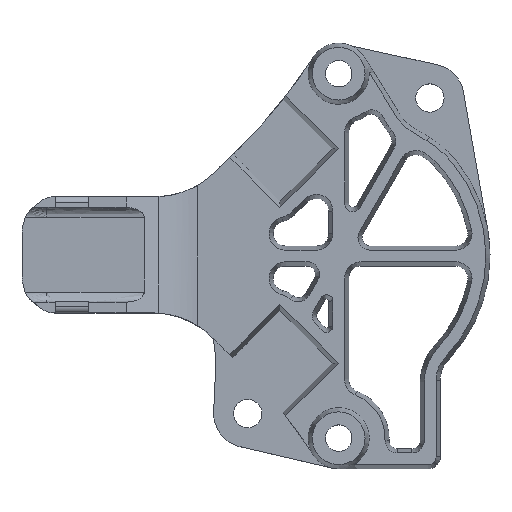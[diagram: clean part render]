
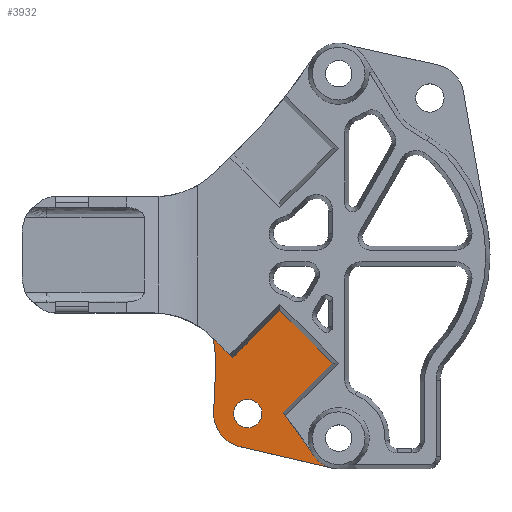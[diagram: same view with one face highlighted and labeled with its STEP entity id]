
A CAD part, top view. The second image highlights one B-rep face of the part: STEP entity #3932.
In plain terms, the highlighted planar face has unit normal (0, 0, 1).
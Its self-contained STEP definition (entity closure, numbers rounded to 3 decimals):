
#93=FACE_BOUND('',#636,.T.);
#247=CIRCLE('',#4252,191.5);
#249=CIRCLE('',#4255,15.);
#250=CIRCLE('',#4256,4.1);
#251=CIRCLE('',#4257,3.668);
#252=CIRCLE('',#4258,62.);
#253=CIRCLE('',#4259,1.7);
#398=FACE_OUTER_BOUND('',#635,.T.);
#635=EDGE_LOOP('',(#2826,#2827,#2828,#2829,#2830,#2831,#2832,#2833,#2834,
#2835,#2836));
#636=EDGE_LOOP('',(#2837));
#934=LINE('',#6153,#1315);
#935=LINE('',#6157,#1316);
#936=LINE('',#6161,#1317);
#937=LINE('',#6165,#1318);
#938=LINE('',#6167,#1319);
#939=LINE('',#6168,#1320);
#1315=VECTOR('',#4886,10.);
#1316=VECTOR('',#4889,10.);
#1317=VECTOR('',#4892,10.);
#1318=VECTOR('',#4895,10.);
#1319=VECTOR('',#4896,10.);
#1320=VECTOR('',#4897,10.);
#1745=VERTEX_POINT('',#6142);
#1746=VERTEX_POINT('',#6144);
#1748=VERTEX_POINT('',#6150);
#1749=VERTEX_POINT('',#6152);
#1750=VERTEX_POINT('',#6154);
#1751=VERTEX_POINT('',#6156);
#1752=VERTEX_POINT('',#6158);
#1753=VERTEX_POINT('',#6160);
#1754=VERTEX_POINT('',#6162);
#1755=VERTEX_POINT('',#6164);
#1756=VERTEX_POINT('',#6166);
#1757=VERTEX_POINT('',#6169);
#2151=EDGE_CURVE('',#1745,#1746,#247,.T.);
#2154=EDGE_CURVE('',#1748,#1745,#249,.T.);
#2155=EDGE_CURVE('',#1748,#1749,#934,.T.);
#2156=EDGE_CURVE('',#1749,#1750,#250,.T.);
#2157=EDGE_CURVE('',#1750,#1751,#935,.T.);
#2158=EDGE_CURVE('',#1752,#1751,#251,.T.);
#2159=EDGE_CURVE('',#1753,#1752,#936,.T.);
#2160=EDGE_CURVE('',#1754,#1753,#252,.T.);
#2161=EDGE_CURVE('',#1755,#1754,#937,.T.);
#2162=EDGE_CURVE('',#1756,#1755,#938,.T.);
#2163=EDGE_CURVE('',#1746,#1756,#939,.T.);
#2164=EDGE_CURVE('',#1757,#1757,#253,.T.);
#2826=ORIENTED_EDGE('',*,*,#2151,.F.);
#2827=ORIENTED_EDGE('',*,*,#2154,.F.);
#2828=ORIENTED_EDGE('',*,*,#2155,.T.);
#2829=ORIENTED_EDGE('',*,*,#2156,.T.);
#2830=ORIENTED_EDGE('',*,*,#2157,.T.);
#2831=ORIENTED_EDGE('',*,*,#2158,.F.);
#2832=ORIENTED_EDGE('',*,*,#2159,.F.);
#2833=ORIENTED_EDGE('',*,*,#2160,.F.);
#2834=ORIENTED_EDGE('',*,*,#2161,.F.);
#2835=ORIENTED_EDGE('',*,*,#2162,.F.);
#2836=ORIENTED_EDGE('',*,*,#2163,.F.);
#2837=ORIENTED_EDGE('',*,*,#2164,.T.);
#3809=PLANE('',#4254);
#3932=ADVANCED_FACE('',(#398,#93),#3809,.F.);
#4252=AXIS2_PLACEMENT_3D('',#6145,#4877,#4878);
#4254=AXIS2_PLACEMENT_3D('',#6149,#4882,#4883);
#4255=AXIS2_PLACEMENT_3D('',#6151,#4884,#4885);
#4256=AXIS2_PLACEMENT_3D('',#6155,#4887,#4888);
#4257=AXIS2_PLACEMENT_3D('',#6159,#4890,#4891);
#4258=AXIS2_PLACEMENT_3D('',#6163,#4893,#4894);
#4259=AXIS2_PLACEMENT_3D('',#6170,#4898,#4899);
#4877=DIRECTION('center_axis',(0.,0.,1.));
#4878=DIRECTION('ref_axis',(-0.69,-0.724,0.));
#4882=DIRECTION('center_axis',(0.,0.,-1.));
#4883=DIRECTION('ref_axis',(0.,-1.,0.));
#4884=DIRECTION('center_axis',(0.,0.,1.));
#4885=DIRECTION('ref_axis',(0.979,0.205,0.));
#4886=DIRECTION('',(-0.044,-0.999,0.));
#4887=DIRECTION('center_axis',(0.,0.,1.));
#4888=DIRECTION('ref_axis',(0.,-1.,0.));
#4889=DIRECTION('',(0.974,-0.226,0.));
#4890=DIRECTION('center_axis',(0.,0.,1.));
#4891=DIRECTION('ref_axis',(0.,-1.,0.));
#4892=DIRECTION('',(0.54,-0.842,0.));
#4893=DIRECTION('center_axis',(0.,0.,-1.));
#4894=DIRECTION('ref_axis',(0.772,0.636,0.));
#4895=DIRECTION('',(-0.707,-0.707,0.));
#4896=DIRECTION('',(0.707,-0.707,0.));
#4897=DIRECTION('',(0.707,0.707,0.));
#4898=DIRECTION('center_axis',(0.,0.,-1.));
#4899=DIRECTION('ref_axis',(0.,-1.,0.));
#6142=CARTESIAN_POINT('',(166.907,230.099,5.144));
#6144=CARTESIAN_POINT('',(169.272,227.789,5.144));
#6145=CARTESIAN_POINT('Origin',(301.903,365.924,5.144));
#6149=CARTESIAN_POINT('Origin',(171.227,240.,5.144));
#6150=CARTESIAN_POINT('',(167.213,226.362,5.144));
#6151=CARTESIAN_POINT('Origin',(152.227,227.018,5.144));
#6152=CARTESIAN_POINT('',(166.989,221.235,5.144));
#6153=CARTESIAN_POINT('',(167.357,229.654,5.144));
#6154=CARTESIAN_POINT('',(170.16,217.061,5.144));
#6155=CARTESIAN_POINT('Origin',(171.085,221.055,5.144));
#6156=CARTESIAN_POINT('',(181.194,214.506,5.144));
#6157=CARTESIAN_POINT('',(181.194,214.506,5.144));
#6158=CARTESIAN_POINT('',(178.959,216.06,5.144));
#6159=CARTESIAN_POINT('Origin',(182.021,218.08,5.144));
#6160=CARTESIAN_POINT('',(178.875,216.192,5.144));
#6161=CARTESIAN_POINT('',(172.396,226.301,5.144));
#6162=CARTESIAN_POINT('',(175.341,221.151,5.144));
#6163=CARTESIAN_POINT('Origin',(126.676,182.736,5.144));
#6164=CARTESIAN_POINT('',(181.294,227.103,5.144));
#6165=CARTESIAN_POINT('',(175.7,221.51,5.144));
#6166=CARTESIAN_POINT('',(174.941,233.457,5.144));
#6167=CARTESIAN_POINT('',(181.294,227.103,5.144));
#6168=CARTESIAN_POINT('',(169.33,227.846,5.144));
#6169=CARTESIAN_POINT('',(171.085,222.755,5.144));
#6170=CARTESIAN_POINT('Origin',(171.085,221.055,5.144));
